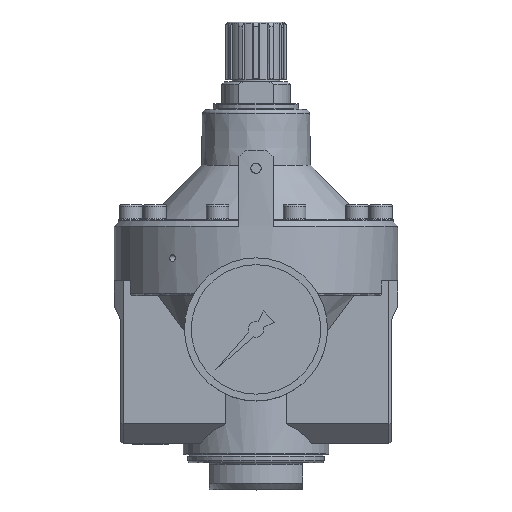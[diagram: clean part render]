
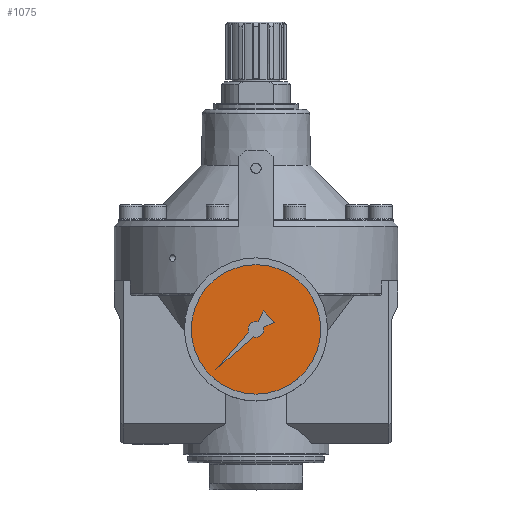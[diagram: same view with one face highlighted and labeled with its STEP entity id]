
A CAD part, top view. The second image highlights one B-rep face of the part: STEP entity #1075.
In plain terms, the highlighted planar face has unit normal (0, 0, 1).
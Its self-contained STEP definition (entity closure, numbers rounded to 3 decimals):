
#1075 = ADVANCED_FACE( '', ( #2283, #2284 ), #2285, .F. );
#2283 = FACE_OUTER_BOUND( '', #3541, .T. );
#2284 = FACE_BOUND( '', #3542, .T. );
#2285 = PLANE( '', #3543 );
#3541 = EDGE_LOOP( '', ( #6384 ) );
#3542 = EDGE_LOOP( '', ( #6385, #6386, #6387, #6388, #6389, #6390, #6391 ) );
#3543 = AXIS2_PLACEMENT_3D( '', #6392, #6393, #6394 );
#6384 = ORIENTED_EDGE( '', *, *, #7928, .F. );
#6385 = ORIENTED_EDGE( '', *, *, #7929, .F. );
#6386 = ORIENTED_EDGE( '', *, *, #7930, .F. );
#6387 = ORIENTED_EDGE( '', *, *, #7931, .F. );
#6388 = ORIENTED_EDGE( '', *, *, #7665, .F. );
#6389 = ORIENTED_EDGE( '', *, *, #7932, .F. );
#6390 = ORIENTED_EDGE( '', *, *, #7571, .F. );
#6391 = ORIENTED_EDGE( '', *, *, #7518, .F. );
#6392 = CARTESIAN_POINT( '', ( 0., 0., 49.5 ) );
#6393 = DIRECTION( '', ( 0., 0., -1. ) );
#6394 = DIRECTION( '', ( -1., 0., 0. ) );
#7518 = EDGE_CURVE( '', #9150, #9151, #9152, .T. );
#7571 = EDGE_CURVE( '', #9151, #9225, #9226, .T. );
#7665 = EDGE_CURVE( '', #9347, #9348, #9349, .T. );
#7928 = EDGE_CURVE( '', #9658, #9658, #9659, .T. );
#7929 = EDGE_CURVE( '', #9660, #9150, #9661, .T. );
#7930 = EDGE_CURVE( '', #9662, #9660, #9663, .F. );
#7931 = EDGE_CURVE( '', #9348, #9662, #9664, .T. );
#7932 = EDGE_CURVE( '', #9225, #9347, #9665, .T. );
#9150 = VERTEX_POINT( '', #11958 );
#9151 = VERTEX_POINT( '', #11959 );
#9152 = LINE( '', #11960, #11961 );
#9225 = VERTEX_POINT( '', #12067 );
#9226 = CIRCLE( '', #12068, 3.5 );
#9347 = VERTEX_POINT( '', #12358 );
#9348 = VERTEX_POINT( '', #12359 );
#9349 = LINE( '', #12360, #12361 );
#9658 = VERTEX_POINT( '', #12789 );
#9659 = CIRCLE( '', #12790, 28.5 );
#9660 = VERTEX_POINT( '', #12791 );
#9661 = LINE( '', #12792, #12793 );
#9662 = VERTEX_POINT( '', #12794 );
#9663 = CIRCLE( '', #12795, 3.5 );
#9664 = LINE( '', #12796, #12797 );
#9665 = LINE( '', #12798, #12799 );
#11958 = CARTESIAN_POINT( '', ( -17.678, -17.678, 49.5 ) );
#11959 = CARTESIAN_POINT( '', ( -1.175, -3.297, 49.5 ) );
#11960 = CARTESIAN_POINT( '', ( -17.678, -17.678, 49.5 ) );
#11961 = VECTOR( '', #13710, 1000. );
#12067 = CARTESIAN_POINT( '', ( 3.366, 0.96, 49.5 ) );
#12068 = AXIS2_PLACEMENT_3D( '', #13759, #13760, #13761 );
#12358 = CARTESIAN_POINT( '', ( 8.132, 3.182, 49.5 ) );
#12359 = CARTESIAN_POINT( '', ( 3.182, 8.132, 49.5 ) );
#12360 = CARTESIAN_POINT( '', ( 8.132, 3.182, 49.5 ) );
#12361 = VECTOR( '', #13851, 1000. );
#12789 = CARTESIAN_POINT( '', ( -28.5, 0., 49.5 ) );
#12790 = AXIS2_PLACEMENT_3D( '', #14082, #14083, #14084 );
#12791 = CARTESIAN_POINT( '', ( -3.297, -1.175, 49.5 ) );
#12792 = CARTESIAN_POINT( '', ( -3.297, -1.175, 49.5 ) );
#12793 = VECTOR( '', #14085, 1000. );
#12794 = CARTESIAN_POINT( '', ( 0.96, 3.366, 49.5 ) );
#12795 = AXIS2_PLACEMENT_3D( '', #14086, #14087, #14088 );
#12796 = CARTESIAN_POINT( '', ( 3.182, 8.132, 49.5 ) );
#12797 = VECTOR( '', #14089, 1000. );
#12798 = CARTESIAN_POINT( '', ( 3.366, 0.96, 49.5 ) );
#12799 = VECTOR( '', #14090, 1000. );
#13710 = DIRECTION( '', ( 0.754, 0.657, 0. ) );
#13759 = CARTESIAN_POINT( '', ( 0., 0., 49.5 ) );
#13760 = DIRECTION( '', ( 0., 0., 1. ) );
#13761 = DIRECTION( '', ( 1., 0., 0. ) );
#13851 = DIRECTION( '', ( -0.707, 0.707, 0. ) );
#14082 = CARTESIAN_POINT( '', ( 0., 0., 49.5 ) );
#14083 = DIRECTION( '', ( 0., 0., -1. ) );
#14084 = DIRECTION( '', ( -1., 0., 0. ) );
#14085 = DIRECTION( '', ( -0.657, -0.754, 0. ) );
#14086 = CARTESIAN_POINT( '', ( 0., 0., 49.5 ) );
#14087 = DIRECTION( '', ( 0., 0., -1. ) );
#14088 = DIRECTION( '', ( -1., 0., 0. ) );
#14089 = DIRECTION( '', ( -0.423, -0.906, 0. ) );
#14090 = DIRECTION( '', ( 0.906, 0.423, 0. ) );
